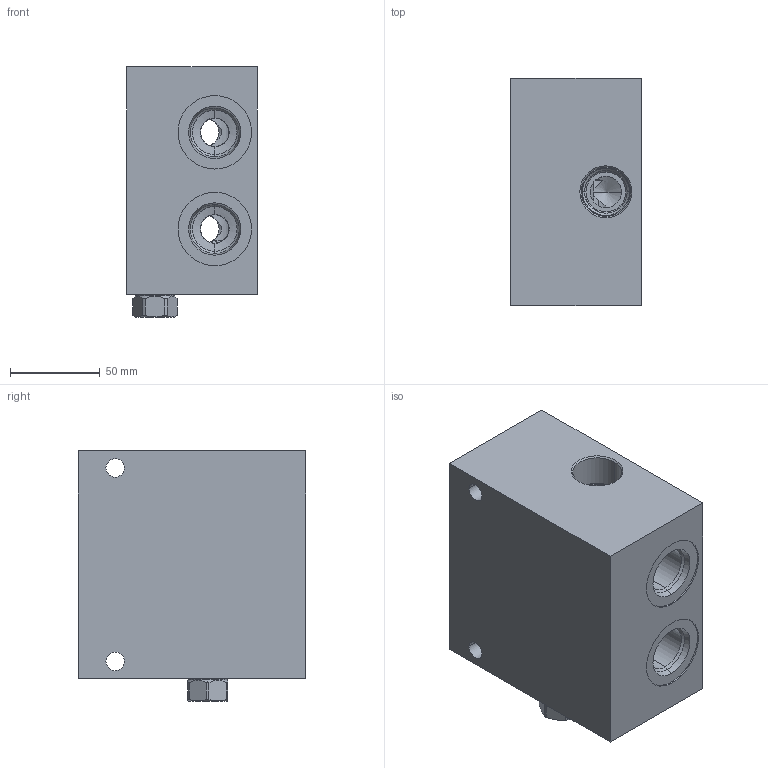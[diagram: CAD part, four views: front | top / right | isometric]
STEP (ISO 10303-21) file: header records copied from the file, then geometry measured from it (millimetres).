
FILE_DESCRIPTION((''),'2;1');
FILE_NAME('XBL_ASM','2021-07-15T',('ProEService'),(''),'PRO/ENGINEER BY PARAMETRIC TECHNOLOGY CORPORATION, 2014200','PRO/ENGINEER BY PARAMETRIC TECHNOLOGY CORPORATION, 2014200','');
FILE_SCHEMA(('CONFIG_CONTROL_DESIGN'));
Length unit declared in the file: inch
Products named in the file (3): 151-796-008; CSABXXN; XBL_ASM
Assembly tree (2 placements, depth 2):
  XBL_ASM
    151-796-008
    CSABXXN
Bounding box: 73.03 x 127 x 139.67 mm (x, y, z)
Volume: 998771.5 mm3; surface area: 113944.5 mm2
Topology: 5 solids, 6 shells, 328 faces, 1034 edges, 846 vertices
Faces by surface type: cylinder 138, cone 106, plane 46, torus 24, revolution 12, sphere 2
Entity records: 13396 total; most frequent: CARTESIAN_POINT 4341, DIRECTION 1986, ORIENTED_EDGE 1474, EDGE_CURVE 737, AXIS2_PLACEMENT_3D 712, VECTOR 550, LINE 550, VERTEX_POINT 440
